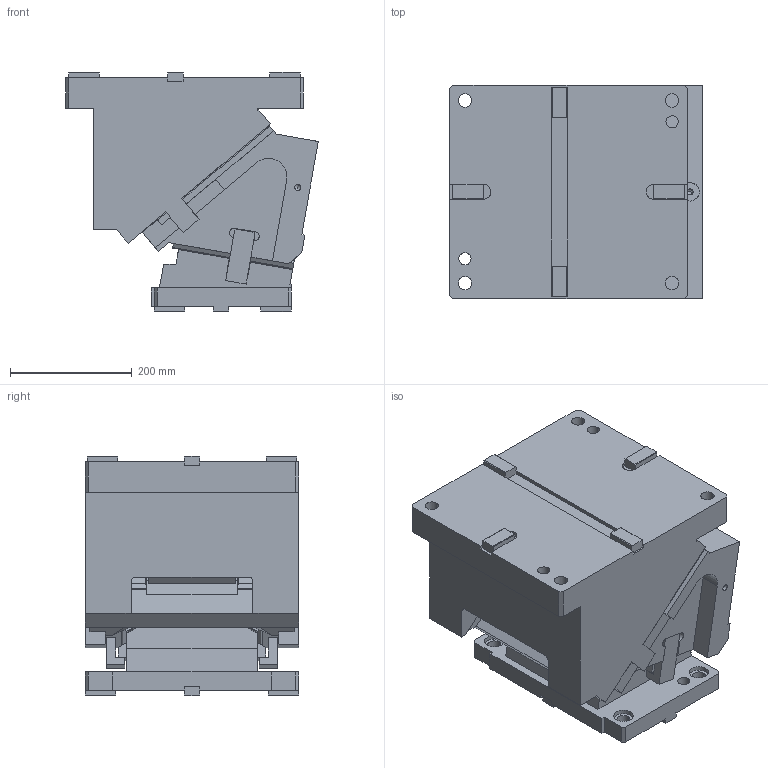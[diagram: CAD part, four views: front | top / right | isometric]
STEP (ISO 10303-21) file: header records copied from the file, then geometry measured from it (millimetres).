
FILE_DESCRIPTION(('CATIA V5 STEP Exchange'),'2;1');
FILE_NAME('CACV_350_10.stp','2015-04-24T14:18:10+00:00',('none'),('none'),'CATIA Version 5 Release 19 SP 2 (IN-10)','CATIA V5 STEP AP203','none');
FILE_SCHEMA(('CONFIG_CONTROL_DESIGN'));
Length unit declared in the file: millimetre
Products named in the file (1): CACV_350_10
Bounding box: 414.52 x 350 x 393 mm (x, y, z)
Volume: 33287321.2 mm3; surface area: 1445174.7 mm2
Topology: 3 solids, 4 shells, 578 faces, 1695 edges, 1116 vertices
Faces by surface type: plane 397, cylinder 141, extrusion 14, bspline 12, cone 10, torus 4
Entity records: 19278 total; most frequent: CARTESIAN_POINT 4665, ORIENTED_EDGE 3314, DIRECTION 2497, EDGE_CURVE 1657, VECTOR 1335, LINE 1321, VERTEX_POINT 1104, AXIS2_PLACEMENT_3D 675
